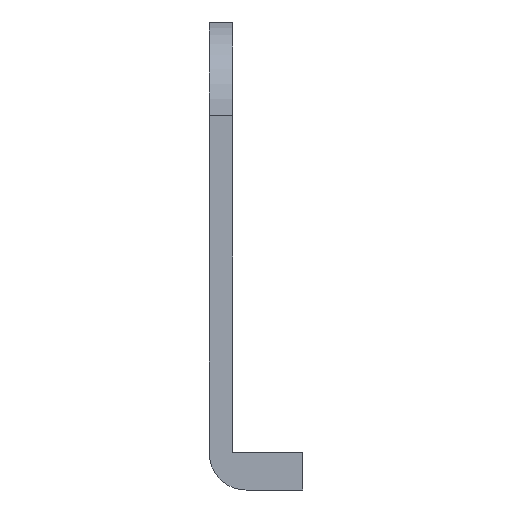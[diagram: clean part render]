
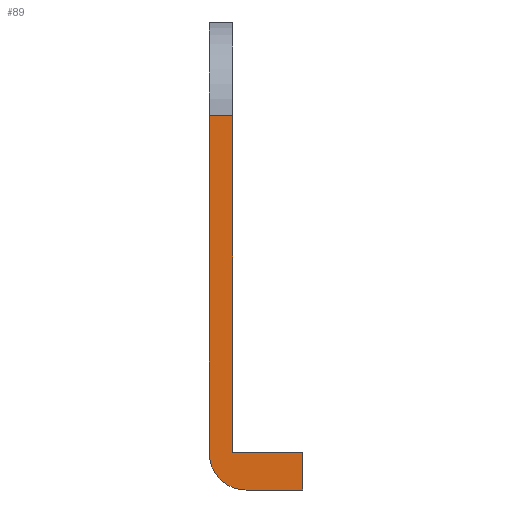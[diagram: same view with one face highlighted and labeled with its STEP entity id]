
A CAD part, left-side view. The second image highlights one B-rep face of the part: STEP entity #89.
In plain terms, the highlighted planar face has unit normal (-1, 0, 0).
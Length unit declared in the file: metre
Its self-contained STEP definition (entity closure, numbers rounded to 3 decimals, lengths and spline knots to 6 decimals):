
#89 = ADVANCED_FACE( '', ( #208 ), #209, .T. );
#208 = FACE_OUTER_BOUND( '', #352, .T. );
#209 = PLANE( '', #353 );
#352 = EDGE_LOOP( '', ( #564, #565, #566, #567, #568, #569, #570 ) );
#353 = AXIS2_PLACEMENT_3D( '', #571, #572, #573 );
#564 = ORIENTED_EDGE( '', *, *, #821, .T. );
#565 = ORIENTED_EDGE( '', *, *, #822, .T. );
#566 = ORIENTED_EDGE( '', *, *, #772, .F. );
#567 = ORIENTED_EDGE( '', *, *, #752, .T. );
#568 = ORIENTED_EDGE( '', *, *, #823, .F. );
#569 = ORIENTED_EDGE( '', *, *, #824, .T. );
#570 = ORIENTED_EDGE( '', *, *, #825, .T. );
#571 = CARTESIAN_POINT( '', ( -0.13335, -0.003175, -0.02921 ) );
#572 = DIRECTION( '', ( -1., 0., 0. ) );
#573 = DIRECTION( '', ( 0., 0., 1. ) );
#752 = EDGE_CURVE( '', #881, #879, #882, .T. );
#772 = EDGE_CURVE( '', #881, #915, #916, .T. );
#821 = EDGE_CURVE( '', #994, #995, #996, .T. );
#822 = EDGE_CURVE( '', #995, #915, #997, .T. );
#823 = EDGE_CURVE( '', #998, #879, #999, .T. );
#824 = EDGE_CURVE( '', #998, #1000, #1001, .T. );
#825 = EDGE_CURVE( '', #1000, #994, #1002, .T. );
#879 = VERTEX_POINT( '', #1071 );
#881 = VERTEX_POINT( '', #1074 );
#882 = CIRCLE( '', #1075, 0.005 );
#915 = VERTEX_POINT( '', #1115 );
#916 = LINE( '', #1116, #1117 );
#994 = VERTEX_POINT( '', #1225 );
#995 = VERTEX_POINT( '', #1226 );
#996 = LINE( '', #1227, #1228 );
#997 = LINE( '', #1229, #1230 );
#998 = VERTEX_POINT( '', #1231 );
#999 = LINE( '', #1232, #1233 );
#1000 = VERTEX_POINT( '', #1234 );
#1001 = LINE( '', #1235, #1236 );
#1002 = LINE( '', #1237, #1238 );
#1071 = CARTESIAN_POINT( '', ( -0.13335, -0.005, -0.03175 ) );
#1074 = CARTESIAN_POINT( '', ( -0.13335, 0., -0.02675 ) );
#1075 = AXIS2_PLACEMENT_3D( '', #1332, #1333, #1334 );
#1115 = CARTESIAN_POINT( '', ( -0.13335, 0., 0.01905 ) );
#1116 = CARTESIAN_POINT( '', ( -0.13335, 0., -0.02921 ) );
#1117 = VECTOR( '', #1363, 1. );
#1225 = CARTESIAN_POINT( '', ( -0.13335, -0.003175, -0.02667 ) );
#1226 = CARTESIAN_POINT( '', ( -0.13335, -0.003175, 0.01905 ) );
#1227 = CARTESIAN_POINT( '', ( -0.13335, -0.003175, -0.02921 ) );
#1228 = VECTOR( '', #1418, 1. );
#1229 = CARTESIAN_POINT( '', ( -0.13335, 0., 0.01905 ) );
#1230 = VECTOR( '', #1419, 1. );
#1231 = CARTESIAN_POINT( '', ( -0.13335, -0.0127, -0.03175 ) );
#1232 = CARTESIAN_POINT( '', ( -0.13335, -0.003175, -0.03175 ) );
#1233 = VECTOR( '', #1420, 1. );
#1234 = CARTESIAN_POINT( '', ( -0.13335, -0.0127, -0.02667 ) );
#1235 = CARTESIAN_POINT( '', ( -0.13335, -0.0127, -0.02921 ) );
#1236 = VECTOR( '', #1421, 1. );
#1237 = CARTESIAN_POINT( '', ( -0.13335, -0.0127, -0.02667 ) );
#1238 = VECTOR( '', #1422, 1. );
#1332 = CARTESIAN_POINT( '', ( -0.13335, -0.005, -0.02675 ) );
#1333 = DIRECTION( '', ( -1., 0., 0. ) );
#1334 = DIRECTION( '', ( 0., 0., 1. ) );
#1363 = DIRECTION( '', ( 0., 0., 1. ) );
#1418 = DIRECTION( '', ( 0., 0., 1. ) );
#1419 = DIRECTION( '', ( 0., 1., 0. ) );
#1420 = DIRECTION( '', ( 0., 1., 0. ) );
#1421 = DIRECTION( '', ( 0., 0., 1. ) );
#1422 = DIRECTION( '', ( 0., 1., 0. ) );
